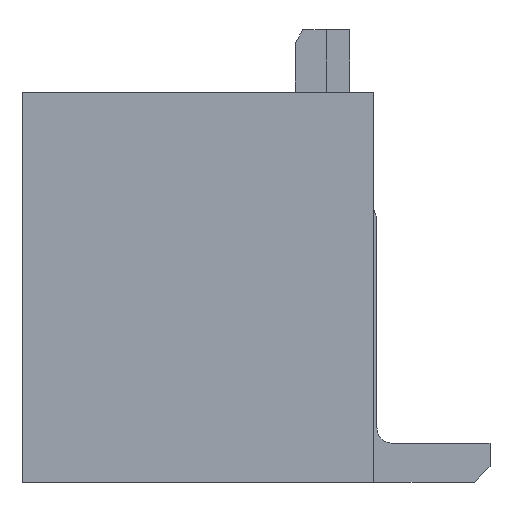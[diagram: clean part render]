
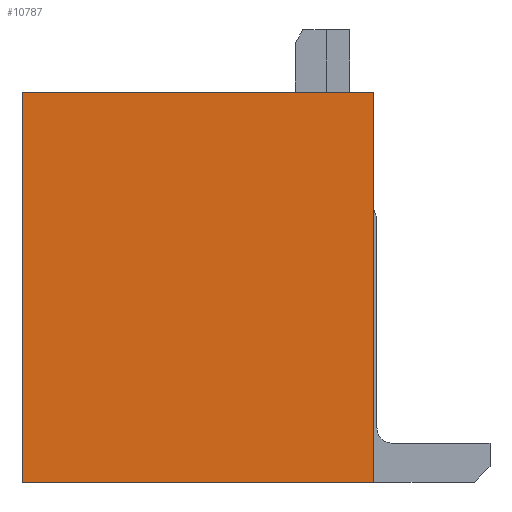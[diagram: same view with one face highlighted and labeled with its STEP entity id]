
A CAD part, left-side view. The second image highlights one B-rep face of the part: STEP entity #10787.
In plain terms, the highlighted planar face has unit normal (-1, 0, 0).
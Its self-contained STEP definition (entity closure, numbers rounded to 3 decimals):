
#128 = ORIENTED_EDGE ( 'NONE', *, *, #6916, .T. ) ;
#201 = DIRECTION ( 'NONE',  ( 0., 0., -1. ) ) ;
#421 = CARTESIAN_POINT ( 'NONE',  ( -5.15, -2.25, 5.8 ) ) ;
#1067 = CARTESIAN_POINT ( 'NONE',  ( -5.15, -2.25, 0. ) ) ;
#1659 = LINE ( 'NONE', #10071, #4009 ) ;
#1870 = EDGE_CURVE ( 'NONE', #1945, #9705, #8649, .T. ) ;
#1905 = ORIENTED_EDGE ( 'NONE', *, *, #6246, .T. ) ;
#1945 = VERTEX_POINT ( 'NONE', #6762 ) ;
#1965 = LINE ( 'NONE', #6120, #6265 ) ;
#2177 = AXIS2_PLACEMENT_3D ( 'NONE', #421, #6951, #201 ) ;
#2359 = CARTESIAN_POINT ( 'NONE',  ( -5.15, -2.25, 5. ) ) ;
#2842 = PLANE ( 'NONE',  #2177 ) ;
#3365 = EDGE_LOOP ( 'NONE', ( #5855, #1905, #128, #8291 ) ) ;
#4009 = VECTOR ( 'NONE', #9078, 1000. ) ;
#4122 = DIRECTION ( 'NONE',  ( 0., 1., 0. ) ) ;
#4434 = DIRECTION ( 'NONE',  ( 0., -1., 0. ) ) ;
#4909 = EDGE_CURVE ( 'NONE', #6480, #9705, #1965, .T. ) ;
#5448 = CARTESIAN_POINT ( 'NONE',  ( -5.15, -2.25, 5. ) ) ;
#5548 = CARTESIAN_POINT ( 'NONE',  ( -5.15, -2.25, 0. ) ) ;
#5777 = VECTOR ( 'NONE', #4122, 1000. ) ;
#5855 = ORIENTED_EDGE ( 'NONE', *, *, #4909, .F. ) ;
#6120 = CARTESIAN_POINT ( 'NONE',  ( -5.15, -2.25, 5.8 ) ) ;
#6246 = EDGE_CURVE ( 'NONE', #6480, #10078, #8288, .T. ) ;
#6265 = VECTOR ( 'NONE', #7848, 1000. ) ;
#6480 = VERTEX_POINT ( 'NONE', #5448 ) ;
#6762 = CARTESIAN_POINT ( 'NONE',  ( -5.15, 2.25, 0. ) ) ;
#6916 = EDGE_CURVE ( 'NONE', #10078, #1945, #1659, .T. ) ;
#6951 = DIRECTION ( 'NONE',  ( 1., 0., 0. ) ) ;
#7848 = DIRECTION ( 'NONE',  ( 0., 0., -1. ) ) ;
#8288 = LINE ( 'NONE', #2359, #5777 ) ;
#8291 = ORIENTED_EDGE ( 'NONE', *, *, #1870, .T. ) ;
#8649 = LINE ( 'NONE', #1067, #10819 ) ;
#9078 = DIRECTION ( 'NONE',  ( 0., 0., -1. ) ) ;
#9705 = VERTEX_POINT ( 'NONE', #5548 ) ;
#10071 = CARTESIAN_POINT ( 'NONE',  ( -5.15, 2.25, 5.8 ) ) ;
#10078 = VERTEX_POINT ( 'NONE', #10701 ) ;
#10426 = FACE_OUTER_BOUND ( 'NONE', #3365, .T. ) ;
#10701 = CARTESIAN_POINT ( 'NONE',  ( -5.15, 2.25, 5. ) ) ;
#10787 = ADVANCED_FACE ( 'NONE', ( #10426 ), #2842, .F. ) ;
#10819 = VECTOR ( 'NONE', #4434, 1000. ) ;
